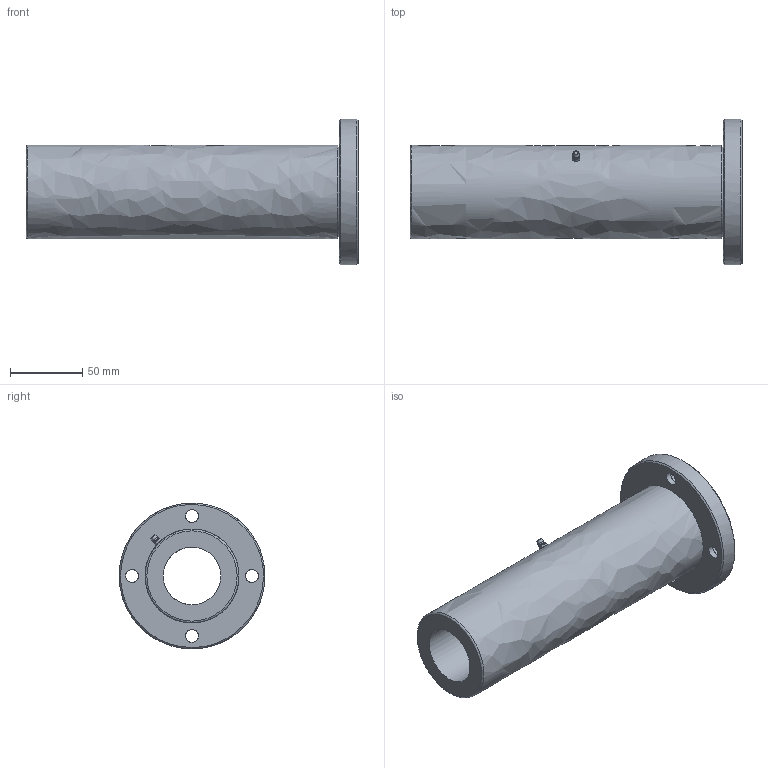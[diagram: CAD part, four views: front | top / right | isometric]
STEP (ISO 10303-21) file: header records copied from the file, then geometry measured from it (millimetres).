
FILE_DESCRIPTION ((), '1');
FILE_NAME ('FS92-340.stp', '2020-10-07T10:52:45', ('Unknown'), ('Unknown'), 'HarmonyWare STEP v2.0.5', 'Vectorworks', '');
FILE_SCHEMA (('CONFIG_CONTROL_DESIGN'));
Length unit declared in the file: millimetre
Products named in the file (1): NONE
Bounding box: 230 x 100.98 x 101 mm (x, y, z)
Volume: 529685.8 mm3; surface area: 92668.8 mm2
Topology: 1 solids, 1 shells, 39 faces, 130 edges, 104 vertices
Faces by surface type: bspline 39
Entity records: 3208 total; most frequent: CARTESIAN_POINT 2354, ORIENTED_EDGE 260, EDGE_CURVE 130, VERTEX_POINT 104, B_SPLINE_CURVE_WITH_KNOTS 90, EDGE_LOOP 60, FACE_OUTER_BOUND 39, ADVANCED_FACE 39
